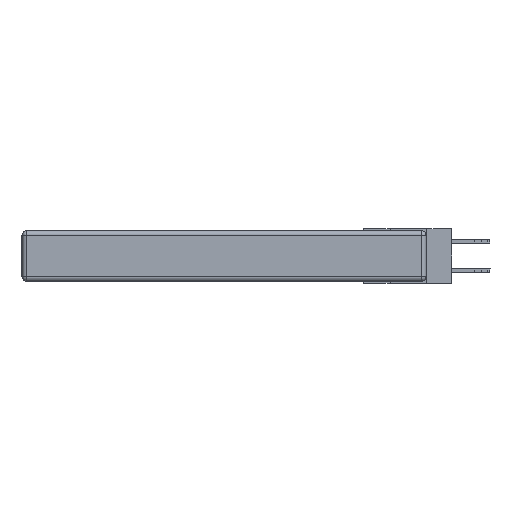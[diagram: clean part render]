
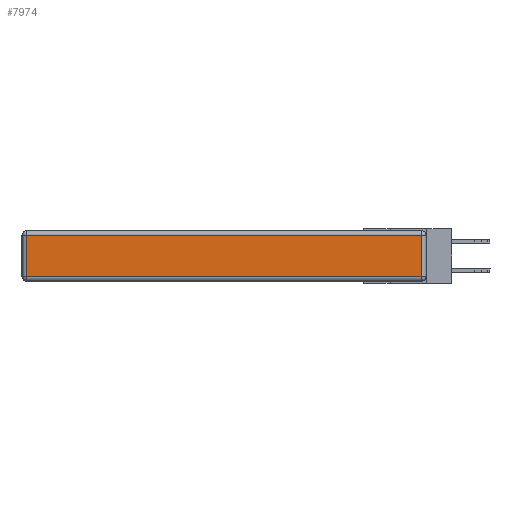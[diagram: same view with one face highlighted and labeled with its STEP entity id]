
A CAD part, left-side view. The second image highlights one B-rep face of the part: STEP entity #7974.
In plain terms, the highlighted planar face has unit normal (-1, 0, 0).
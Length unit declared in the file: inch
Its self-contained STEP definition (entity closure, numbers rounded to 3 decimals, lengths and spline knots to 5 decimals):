
#223 = CARTESIAN_POINT ( 'NONE',  ( 0., 0., -0.343 ) ) ;
#258 = ORIENTED_EDGE ( 'NONE', *, *, #4921, .T. ) ;
#614 = CARTESIAN_POINT ( 'NONE',  ( 0., 0.03, -0.03 ) ) ;
#725 = DIRECTION ( 'NONE',  ( 0., 0., 1. ) ) ;
#2201 = CARTESIAN_POINT ( 'NONE',  ( 0., 0.03, -0.343 ) ) ;
#2352 = DIRECTION ( 'NONE',  ( 0., 0., 1. ) ) ;
#3066 = ORIENTED_EDGE ( 'NONE', *, *, #15785, .T. ) ;
#3222 = VERTEX_POINT ( 'NONE', #11894 ) ;
#3586 = VERTEX_POINT ( 'NONE', #8149 ) ;
#4107 = VECTOR ( 'NONE', #2352, 39.37008 ) ;
#4344 = DIRECTION ( 'NONE',  ( 0., 0., -1. ) ) ;
#4921 = EDGE_CURVE ( 'NONE', #3586, #18209, #10755, .T. ) ;
#6181 = LINE ( 'NONE', #7645, #19425 ) ;
#6712 = EDGE_CURVE ( 'NONE', #12668, #3586, #17206, .T. ) ;
#7645 = CARTESIAN_POINT ( 'NONE',  ( 0., 2.72, -0.343 ) ) ;
#7974 = ADVANCED_FACE ( 'NONE', ( #18593 ), #18530, .T. ) ;
#7985 = VECTOR ( 'NONE', #16461, 39.37008 ) ;
#8149 = CARTESIAN_POINT ( 'NONE',  ( 0., 0.03, -0.313 ) ) ;
#8413 = EDGE_LOOP ( 'NONE', ( #14671, #258, #19573, #3066 ) ) ;
#10755 = LINE ( 'NONE', #2201, #4107 ) ;
#11894 = CARTESIAN_POINT ( 'NONE',  ( 0., 2.72, -0.03 ) ) ;
#12668 = VERTEX_POINT ( 'NONE', #15323 ) ;
#13433 = EDGE_CURVE ( 'NONE', #18209, #3222, #20955, .T. ) ;
#14671 = ORIENTED_EDGE ( 'NONE', *, *, #6712, .T. ) ;
#15323 = CARTESIAN_POINT ( 'NONE',  ( 0., 2.72, -0.313 ) ) ;
#15737 = DIRECTION ( 'NONE',  ( 0., 1., 0. ) ) ;
#15785 = EDGE_CURVE ( 'NONE', #3222, #12668, #6181, .T. ) ;
#16461 = DIRECTION ( 'NONE',  ( 0., -1., 0. ) ) ;
#17206 = LINE ( 'NONE', #21166, #7985 ) ;
#17338 = AXIS2_PLACEMENT_3D ( 'NONE', #223, #19893, #725 ) ;
#18209 = VERTEX_POINT ( 'NONE', #614 ) ;
#18530 = PLANE ( 'NONE',  #17338 ) ;
#18593 = FACE_OUTER_BOUND ( 'NONE', #8413, .T. ) ;
#18942 = CARTESIAN_POINT ( 'NONE',  ( 0., 2.75, -0.03 ) ) ;
#19425 = VECTOR ( 'NONE', #4344, 39.37008 ) ;
#19573 = ORIENTED_EDGE ( 'NONE', *, *, #13433, .T. ) ;
#19893 = DIRECTION ( 'NONE',  ( -1., 0., 0. ) ) ;
#19927 = VECTOR ( 'NONE', #15737, 39.37008 ) ;
#20955 = LINE ( 'NONE', #18942, #19927 ) ;
#21166 = CARTESIAN_POINT ( 'NONE',  ( 0., 0., -0.313 ) ) ;
